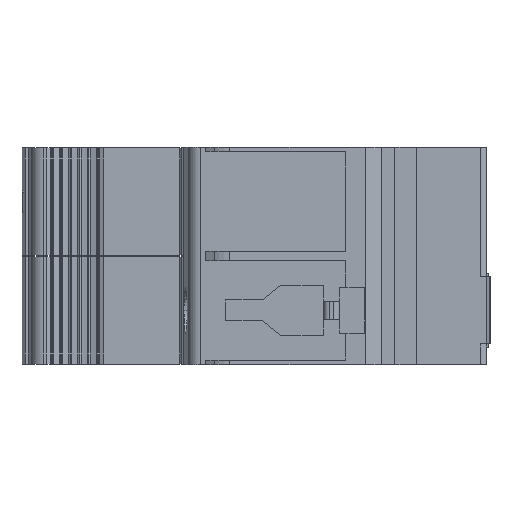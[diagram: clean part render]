
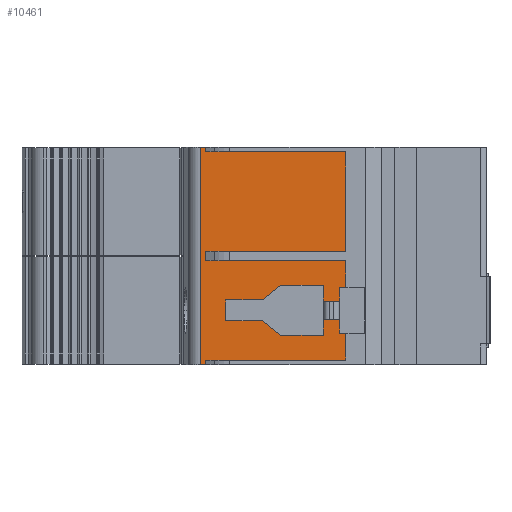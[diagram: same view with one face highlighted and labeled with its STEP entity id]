
A CAD part, front view. The second image highlights one B-rep face of the part: STEP entity #10461.
In plain terms, the highlighted planar face has unit normal (0, -1, 0).
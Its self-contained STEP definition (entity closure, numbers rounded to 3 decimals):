
#1=DIRECTION('',(1.,0.,0.));
#2=VECTOR('',#1,0.85);
#3=CARTESIAN_POINT('',(-40.15,-42.5,-8.9));
#4=LINE('',#3,#2);
#242=DIRECTION('',(0.,0.,-1.));
#243=VECTOR('',#242,0.75);
#244=CARTESIAN_POINT('',(-39.3,-42.5,26.7));
#245=LINE('',#244,#243);
#246=DIRECTION('',(1.,0.,0.));
#247=VECTOR('',#246,23.);
#248=CARTESIAN_POINT('',(-39.3,-42.5,25.95));
#249=LINE('',#248,#247);
#250=DIRECTION('',(-1.,0.,0.));
#251=VECTOR('',#250,23.);
#252=CARTESIAN_POINT('',(-16.3,-42.5,9.65));
#253=LINE('',#252,#251);
#254=DIRECTION('',(1.,0.,0.));
#255=VECTOR('',#254,23.);
#256=CARTESIAN_POINT('',(-39.3,-42.5,8.15));
#257=LINE('',#256,#255);
#258=DIRECTION('',(-1.,0.,0.));
#259=VECTOR('',#258,1.);
#260=CARTESIAN_POINT('',(-16.3,-42.5,3.75));
#261=LINE('',#260,#259);
#262=DIRECTION('',(0.,0.,-1.));
#263=VECTOR('',#262,2.25);
#264=CARTESIAN_POINT('',(-17.3,-42.5,3.75));
#265=LINE('',#264,#263);
#266=DIRECTION('',(-1.,0.,0.));
#267=VECTOR('',#266,2.7);
#268=CARTESIAN_POINT('',(-17.3,-42.5,1.5));
#269=LINE('',#268,#267);
#270=DIRECTION('',(0.,0.,1.));
#271=VECTOR('',#270,2.6);
#272=CARTESIAN_POINT('',(-20.,-42.5,1.5));
#273=LINE('',#272,#271);
#274=DIRECTION('',(-1.,0.,0.));
#275=VECTOR('',#274,7.);
#276=CARTESIAN_POINT('',(-20.,-42.5,4.1));
#277=LINE('',#276,#275);
#278=DIRECTION('',(-0.781,0.,-0.625));
#279=VECTOR('',#278,3.842);
#280=CARTESIAN_POINT('',(-27.,-42.5,4.1));
#281=LINE('',#280,#279);
#282=DIRECTION('',(-1.,0.,0.));
#283=VECTOR('',#282,6.);
#284=CARTESIAN_POINT('',(-30.,-42.5,1.7));
#285=LINE('',#284,#283);
#286=DIRECTION('',(1.,0.,0.));
#287=VECTOR('',#286,6.);
#288=CARTESIAN_POINT('',(-36.,-42.5,-1.7));
#289=LINE('',#288,#287);
#290=DIRECTION('',(0.781,0.,-0.625));
#291=VECTOR('',#290,3.842);
#292=CARTESIAN_POINT('',(-30.,-42.5,-1.7));
#293=LINE('',#292,#291);
#294=DIRECTION('',(1.,0.,0.));
#295=VECTOR('',#294,7.);
#296=CARTESIAN_POINT('',(-27.,-42.5,-4.1));
#297=LINE('',#296,#295);
#298=DIRECTION('',(0.,0.,1.));
#299=VECTOR('',#298,2.6);
#300=CARTESIAN_POINT('',(-20.,-42.5,-4.1));
#301=LINE('',#300,#299);
#302=DIRECTION('',(1.,0.,0.));
#303=VECTOR('',#302,2.7);
#304=CARTESIAN_POINT('',(-20.,-42.5,-1.5));
#305=LINE('',#304,#303);
#306=DIRECTION('',(0.,0.,-1.));
#307=VECTOR('',#306,2.25);
#308=CARTESIAN_POINT('',(-17.3,-42.5,-1.5));
#309=LINE('',#308,#307);
#310=DIRECTION('',(-1.,0.,0.));
#311=VECTOR('',#310,1.);
#312=CARTESIAN_POINT('',(-16.3,-42.5,-3.75));
#313=LINE('',#312,#311);
#314=DIRECTION('',(-1.,0.,0.));
#315=VECTOR('',#314,23.);
#316=CARTESIAN_POINT('',(-16.3,-42.5,-8.15));
#317=LINE('',#316,#315);
#318=DIRECTION('',(0.,0.,1.));
#319=VECTOR('',#318,0.75);
#320=CARTESIAN_POINT('',(-39.3,-42.5,-8.9));
#321=LINE('',#320,#319);
#326=DIRECTION('',(0.,0.,-1.));
#327=VECTOR('',#326,35.6);
#328=CARTESIAN_POINT('',(-40.15,-42.5,26.7));
#329=LINE('',#328,#327);
#611=DIRECTION('',(0.,0.,1.));
#612=VECTOR('',#611,3.4);
#613=CARTESIAN_POINT('',(-36.,-42.5,-1.7));
#614=LINE('',#613,#612);
#804=DIRECTION('',(0.,0.,1.));
#805=VECTOR('',#804,4.4);
#806=CARTESIAN_POINT('',(-16.3,-42.5,3.75));
#807=LINE('',#806,#805);
#812=DIRECTION('',(0.,0.,1.));
#813=VECTOR('',#812,4.4);
#814=CARTESIAN_POINT('',(-16.3,-42.5,-8.15));
#815=LINE('',#814,#813);
#1913=DIRECTION('',(1.,0.,0.));
#1914=VECTOR('',#1913,0.85);
#1915=CARTESIAN_POINT('',(-40.15,-42.5,26.7));
#1916=LINE('',#1915,#1914);
#2193=DIRECTION('',(0.,0.,1.));
#2194=VECTOR('',#2193,1.5);
#2195=CARTESIAN_POINT('',(-39.3,-42.5,8.15));
#2196=LINE('',#2195,#2194);
#7487=DIRECTION('',(0.,0.,1.));
#7488=VECTOR('',#7487,16.3);
#7489=CARTESIAN_POINT('',(-16.3,-42.5,9.65));
#7490=LINE('',#7489,#7488);
#7925=CARTESIAN_POINT('',(-40.15,-42.5,-8.9));
#7926=VERTEX_POINT('',#7925);
#8131=CARTESIAN_POINT('',(-16.3,-42.5,-3.75));
#8132=CARTESIAN_POINT('',(-17.3,-42.5,-3.75));
#8133=VERTEX_POINT('',#8131);
#8134=VERTEX_POINT('',#8132);
#8135=CARTESIAN_POINT('',(-16.3,-42.5,3.75));
#8136=CARTESIAN_POINT('',(-17.3,-42.5,3.75));
#8137=VERTEX_POINT('',#8135);
#8138=VERTEX_POINT('',#8136);
#8139=CARTESIAN_POINT('',(-17.3,-42.5,1.5));
#8140=VERTEX_POINT('',#8139);
#8141=CARTESIAN_POINT('',(-20.,-42.5,1.5));
#8142=VERTEX_POINT('',#8141);
#8143=CARTESIAN_POINT('',(-20.,-42.5,4.1));
#8144=VERTEX_POINT('',#8143);
#8145=CARTESIAN_POINT('',(-20.,-42.5,-4.1));
#8146=CARTESIAN_POINT('',(-20.,-42.5,-1.5));
#8147=VERTEX_POINT('',#8145);
#8148=VERTEX_POINT('',#8146);
#8149=CARTESIAN_POINT('',(-17.3,-42.5,-1.5));
#8150=VERTEX_POINT('',#8149);
#8167=CARTESIAN_POINT('',(-27.,-42.5,4.1));
#8168=VERTEX_POINT('',#8167);
#8169=CARTESIAN_POINT('',(-27.,-42.5,-4.1));
#8170=VERTEX_POINT('',#8169);
#8179=CARTESIAN_POINT('',(-30.,-42.5,1.7));
#8180=VERTEX_POINT('',#8179);
#8181=CARTESIAN_POINT('',(-36.,-42.5,1.7));
#8182=VERTEX_POINT('',#8181);
#8183=CARTESIAN_POINT('',(-36.,-42.5,-1.7));
#8184=CARTESIAN_POINT('',(-30.,-42.5,-1.7));
#8185=VERTEX_POINT('',#8183);
#8186=VERTEX_POINT('',#8184);
#9071=CARTESIAN_POINT('',(-40.15,-42.5,26.7));
#9072=VERTEX_POINT('',#9071);
#10141=CARTESIAN_POINT('',(-39.3,-42.5,8.15));
#10142=CARTESIAN_POINT('',(-16.3,-42.5,8.15));
#10143=VERTEX_POINT('',#10141);
#10144=VERTEX_POINT('',#10142);
#10177=CARTESIAN_POINT('',(-16.3,-42.5,-8.15));
#10178=CARTESIAN_POINT('',(-39.3,-42.5,-8.15));
#10179=VERTEX_POINT('',#10177);
#10180=VERTEX_POINT('',#10178);
#10181=CARTESIAN_POINT('',(-39.3,-42.5,-8.9));
#10182=VERTEX_POINT('',#10181);
#10215=CARTESIAN_POINT('',(-39.3,-42.5,25.95));
#10216=CARTESIAN_POINT('',(-16.3,-42.5,25.95));
#10217=VERTEX_POINT('',#10215);
#10218=VERTEX_POINT('',#10216);
#10221=CARTESIAN_POINT('',(-39.3,-42.5,26.7));
#10222=VERTEX_POINT('',#10221);
#10243=CARTESIAN_POINT('',(-16.3,-42.5,9.65));
#10244=CARTESIAN_POINT('',(-39.3,-42.5,9.65));
#10245=VERTEX_POINT('',#10243);
#10246=VERTEX_POINT('',#10244);
#10399=CARTESIAN_POINT('',(-40.15,-42.5,-8.9));
#10400=DIRECTION('',(0.,-1.,0.));
#10401=DIRECTION('',(1.,0.,0.));
#10402=AXIS2_PLACEMENT_3D('',#10399,#10400,#10401);
#10403=PLANE('',#10402);
#10405=ORIENTED_EDGE('',*,*,#10404,.F.);
#10407=ORIENTED_EDGE('',*,*,#10406,.T.);
#10409=ORIENTED_EDGE('',*,*,#10408,.T.);
#10411=ORIENTED_EDGE('',*,*,#10410,.T.);
#10413=ORIENTED_EDGE('',*,*,#10412,.F.);
#10415=ORIENTED_EDGE('',*,*,#10414,.T.);
#10417=ORIENTED_EDGE('',*,*,#10416,.F.);
#10419=ORIENTED_EDGE('',*,*,#10418,.T.);
#10421=ORIENTED_EDGE('',*,*,#10420,.F.);
#10423=ORIENTED_EDGE('',*,*,#10422,.T.);
#10425=ORIENTED_EDGE('',*,*,#10424,.T.);
#10427=ORIENTED_EDGE('',*,*,#10426,.T.);
#10429=ORIENTED_EDGE('',*,*,#10428,.T.);
#10431=ORIENTED_EDGE('',*,*,#10430,.T.);
#10433=ORIENTED_EDGE('',*,*,#10432,.T.);
#10435=ORIENTED_EDGE('',*,*,#10434,.T.);
#10437=ORIENTED_EDGE('',*,*,#10436,.F.);
#10439=ORIENTED_EDGE('',*,*,#10438,.T.);
#10441=ORIENTED_EDGE('',*,*,#10440,.T.);
#10443=ORIENTED_EDGE('',*,*,#10442,.T.);
#10445=ORIENTED_EDGE('',*,*,#10444,.T.);
#10447=ORIENTED_EDGE('',*,*,#10446,.T.);
#10449=ORIENTED_EDGE('',*,*,#10448,.T.);
#10451=ORIENTED_EDGE('',*,*,#10450,.F.);
#10453=ORIENTED_EDGE('',*,*,#10452,.F.);
#10455=ORIENTED_EDGE('',*,*,#10454,.T.);
#10457=ORIENTED_EDGE('',*,*,#10456,.F.);
#10458=ORIENTED_EDGE('',*,*,#10276,.F.);
#10459=EDGE_LOOP('',(#10405,#10407,#10409,#10411,#10413,#10415,#10417,#10419,
#10421,#10423,#10425,#10427,#10429,#10431,#10433,#10435,#10437,#10439,#10441,
#10443,#10445,#10447,#10449,#10451,#10453,#10455,#10457,#10458));
#10460=FACE_OUTER_BOUND('',#10459,.F.);
#10461=ADVANCED_FACE('',(#10460),#10403,.T.);
#10276=EDGE_CURVE('',#7926,#10182,#4,.T.);
#10404=EDGE_CURVE('',#9072,#7926,#329,.T.);
#10406=EDGE_CURVE('',#9072,#10222,#1916,.T.);
#10408=EDGE_CURVE('',#10222,#10217,#245,.T.);
#10410=EDGE_CURVE('',#10217,#10218,#249,.T.);
#10412=EDGE_CURVE('',#10245,#10218,#7490,.T.);
#10414=EDGE_CURVE('',#10245,#10246,#253,.T.);
#10416=EDGE_CURVE('',#10143,#10246,#2196,.T.);
#10418=EDGE_CURVE('',#10143,#10144,#257,.T.);
#10420=EDGE_CURVE('',#8137,#10144,#807,.T.);
#10422=EDGE_CURVE('',#8137,#8138,#261,.T.);
#10424=EDGE_CURVE('',#8138,#8140,#265,.T.);
#10426=EDGE_CURVE('',#8140,#8142,#269,.T.);
#10428=EDGE_CURVE('',#8142,#8144,#273,.T.);
#10430=EDGE_CURVE('',#8144,#8168,#277,.T.);
#10432=EDGE_CURVE('',#8168,#8180,#281,.T.);
#10434=EDGE_CURVE('',#8180,#8182,#285,.T.);
#10436=EDGE_CURVE('',#8185,#8182,#614,.T.);
#10438=EDGE_CURVE('',#8185,#8186,#289,.T.);
#10440=EDGE_CURVE('',#8186,#8170,#293,.T.);
#10442=EDGE_CURVE('',#8170,#8147,#297,.T.);
#10444=EDGE_CURVE('',#8147,#8148,#301,.T.);
#10446=EDGE_CURVE('',#8148,#8150,#305,.T.);
#10448=EDGE_CURVE('',#8150,#8134,#309,.T.);
#10450=EDGE_CURVE('',#8133,#8134,#313,.T.);
#10452=EDGE_CURVE('',#10179,#8133,#815,.T.);
#10454=EDGE_CURVE('',#10179,#10180,#317,.T.);
#10456=EDGE_CURVE('',#10182,#10180,#321,.T.);
